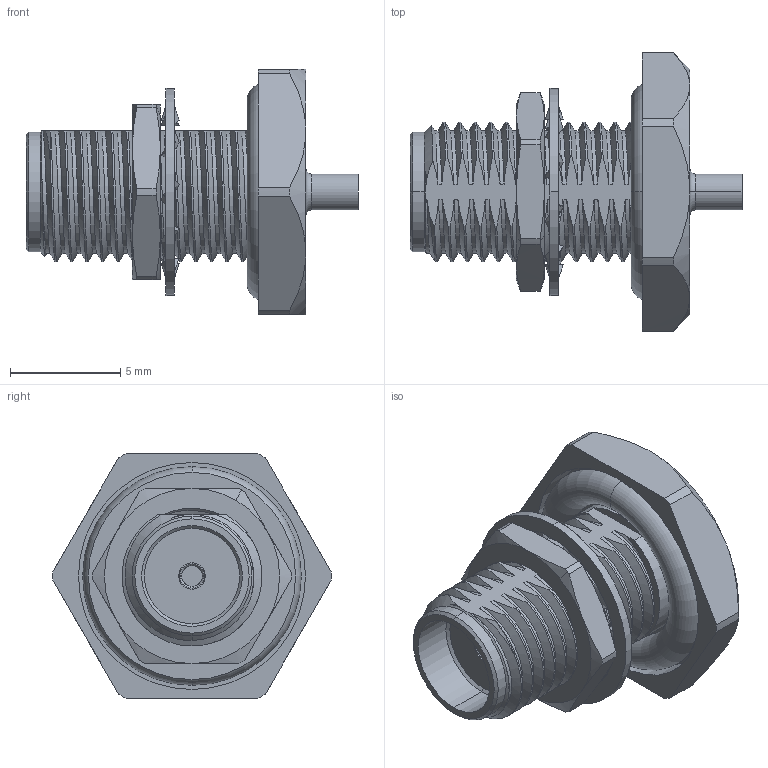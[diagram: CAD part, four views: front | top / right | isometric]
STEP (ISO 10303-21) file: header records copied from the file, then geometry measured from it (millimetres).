
FILE_DESCRIPTION (( 'STEP AP214' ), '1' );
FILE_NAME ('FMCN49844_3D.step', '2024-04-02T17:36:06', ( '' ), ( '' ), 'SwSTEP 2.0', 'SolidWorks 2022', '' );
FILE_SCHEMA (( 'AUTOMOTIVE_DESIGN' ));
Length unit declared in the file: inch
Products named in the file (1): FMCN49844_3D
Bounding box: 15.06 x 12.62 x 11.13 mm (x, y, z)
Volume: 522.3 mm3; surface area: 1026.9 mm2
Topology: 4 solids, 4 shells, 253 faces, 733 edges, 493 vertices
Faces by surface type: bspline 87, cylinder 73, plane 49, cone 38, torus 6
Entity records: 25663 total; most frequent: CARTESIAN_POINT 19807, ORIENTED_EDGE 1466, DIRECTION 907, EDGE_CURVE 733, VERTEX_POINT 493, AXIS2_PLACEMENT_3D 340, EDGE_LOOP 264, FACE_OUTER_BOUND 253
